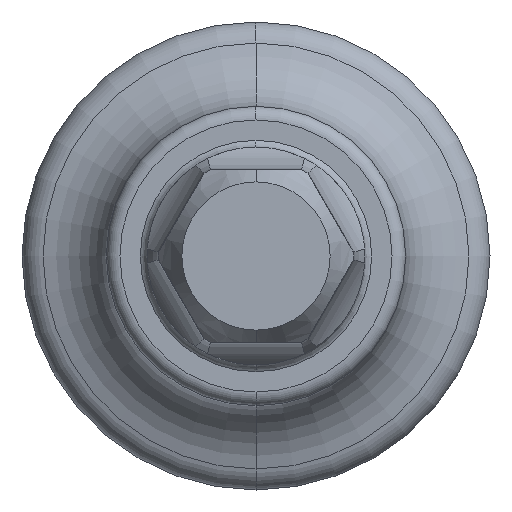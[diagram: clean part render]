
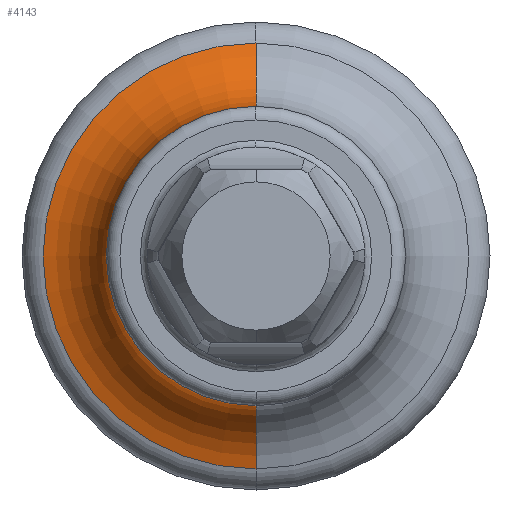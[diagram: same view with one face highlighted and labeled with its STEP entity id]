
A CAD part, front view. The second image highlights one B-rep face of the part: STEP entity #4143.
In plain terms, the highlighted toroidal (fillet/blend) face has major radius 8.5 mm and minor radius 3 mm.
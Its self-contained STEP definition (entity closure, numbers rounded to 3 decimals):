
#3656=CARTESIAN_POINT('',(0.,0.,-27.075));
#3657=DIRECTION('',(0.,0.,1.));
#3658=DIRECTION('',(0.,-1.,0.));
#3659=AXIS2_PLACEMENT_3D('',#3656,#3657,#3658);
#3664=CARTESIAN_POINT('',(0.,0.,-29.998));
#3665=DIRECTION('',(0.,0.,-1.));
#3666=DIRECTION('',(0.,1.,0.));
#3667=AXIS2_PLACEMENT_3D('',#3664,#3665,#3666);
#3774=CARTESIAN_POINT('',(0.,-8.5,-29.998));
#3775=DIRECTION('',(1.,0.,0.));
#3776=DIRECTION('',(0.,1.,0.));
#3777=AXIS2_PLACEMENT_3D('',#3774,#3775,#3776);
#3790=CARTESIAN_POINT('',(0.,8.5,-29.998));
#3791=DIRECTION('',(-1.,0.,0.));
#3792=DIRECTION('',(0.,-1.,0.));
#3793=AXIS2_PLACEMENT_3D('',#3790,#3791,#3792);
#3852=CARTESIAN_POINT('',(0.,5.5,-29.998));
#3853=CARTESIAN_POINT('',(0.,-5.5,-29.998));
#3854=VERTEX_POINT('',#3852);
#3855=VERTEX_POINT('',#3853);
#3868=CARTESIAN_POINT('',(0.,7.825,-27.075));
#3869=CARTESIAN_POINT('',(0.,-7.825,-27.075));
#3870=VERTEX_POINT('',#3868);
#3871=VERTEX_POINT('',#3869);
#4129=CARTESIAN_POINT('',(0.,0.,-29.998));
#4130=DIRECTION('',(0.,0.,-1.));
#4131=DIRECTION('',(0.,-1.,0.));
#4132=AXIS2_PLACEMENT_3D('',#4129,#4130,#4131);
#4133=TOROIDAL_SURFACE('',#4132,8.5,3.);
#4135=ORIENTED_EDGE('',*,*,#4134,.T.);
#4137=ORIENTED_EDGE('',*,*,#4136,.F.);
#4138=ORIENTED_EDGE('',*,*,#4111,.T.);
#4140=ORIENTED_EDGE('',*,*,#4139,.T.);
#4141=EDGE_LOOP('',(#4135,#4137,#4138,#4140));
#4142=FACE_OUTER_BOUND('',#4141,.F.);
#4143=ADVANCED_FACE('',(#4142),#4133,.F.);
#3660=CIRCLE('',#3659,7.825);
#3668=CIRCLE('',#3667,5.5);
#3778=CIRCLE('',#3777,3.);
#3794=CIRCLE('',#3793,3.);
#4111=EDGE_CURVE('',#3854,#3855,#3668,.T.);
#4134=EDGE_CURVE('',#3871,#3870,#3660,.T.);
#4136=EDGE_CURVE('',#3854,#3870,#3794,.T.);
#4139=EDGE_CURVE('',#3855,#3871,#3778,.T.);
